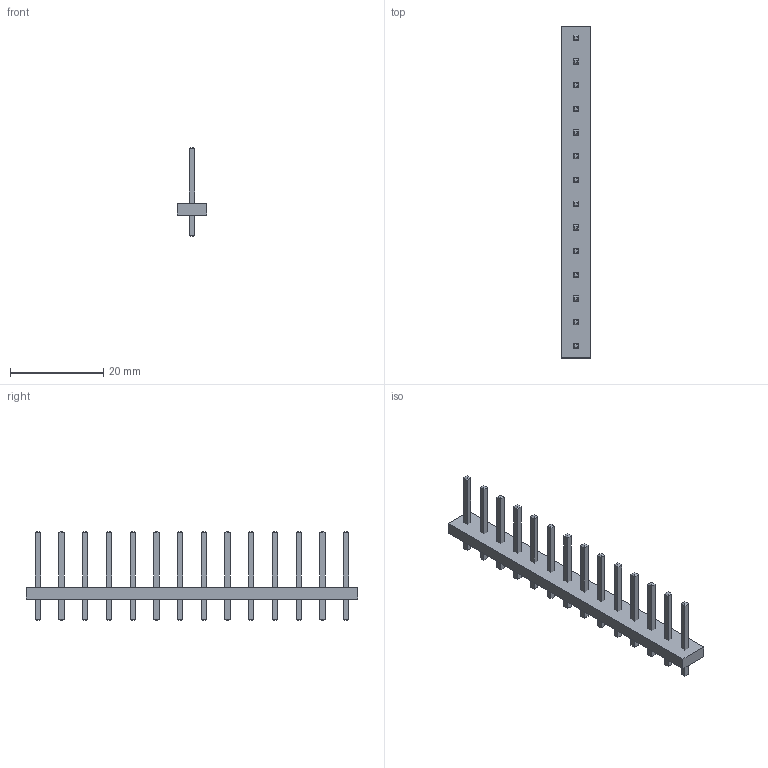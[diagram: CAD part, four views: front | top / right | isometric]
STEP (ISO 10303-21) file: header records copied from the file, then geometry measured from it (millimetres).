
FILE_DESCRIPTION(/* description */ ('model of Samtec_HPM-14-01-x-S_Straight_1x14_Pitch5.08mm'),/* implementation_level */ '2;1');
FILE_NAME(/* name */ 'Samtec_HPM-14-01-x-S_Straight_1x14_Pitch5.08mm.step',/* time_stamp */ '2023-01-04T12:13:33',/* author */ ('KiCAD','kicad'),/* organization */ ('OCCT'),/* preprocessor_version */ '',/* originating_system */ 'KiCAD',/* authorisation */ '');
FILE_SCHEMA(('AUTOMOTIVE_DESIGN { 1 0 10303 214 1 1 1 1 }'));
Length unit declared in the file: millimetre
Products named in the file (7): CQ assembly; d2e87916-8c20-11ed-9f4e-a0cec80452fd; d2e87916-8c20-11ed-9f4e-a0cec80452fd_part; d2e87da8-8c20-11ed-9f4e-a0cec80452fd; d2e87da8-8c20-11ed-9f4e-a0cec80452fd_part; d2e8808c-8c20-11ed-9f4e-a0cec80452fd; d2e8808c-8c20-11ed-9f4e-a0cec80452fd_part
Assembly tree (6 placements, depth 4):
  CQ assembly
    d2e87916-8c20-11ed-9f4e-a0cec80452fd
      d2e87916-8c20-11ed-9f4e-a0cec80452fd_part
      d2e87da8-8c20-11ed-9f4e-a0cec80452fd
        d2e87da8-8c20-11ed-9f4e-a0cec80452fd_part
      d2e8808c-8c20-11ed-9f4e-a0cec80452fd
        d2e8808c-8c20-11ed-9f4e-a0cec80452fd_part
Bounding box: 6.35 x 71.12 x 19.05 mm (x, y, z)
Volume: 1489.4 mm3; surface area: 2524.2 mm2
Topology: 15 solids, 15 shells, 202 faces, 404 edges, 232 vertices
Faces by surface type: plane 202
Entity records: 5171 total; most frequent: CARTESIAN_POINT 845, DIRECTION 822, ORIENTED_EDGE 808, EDGE_CURVE 404, LINE 404, VECTOR 404, VERTEX_POINT 232, AXIS2_PLACEMENT_3D 209
